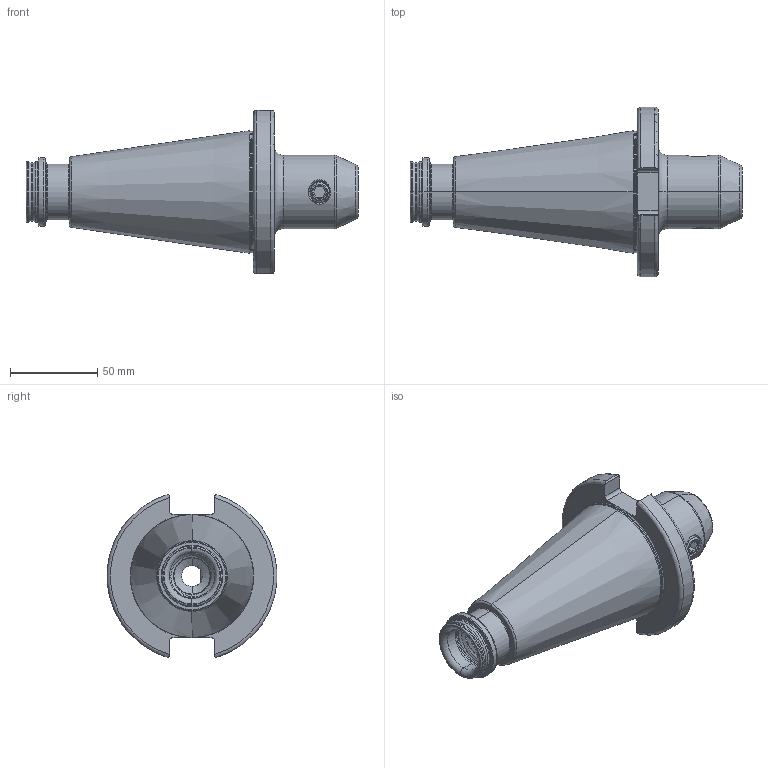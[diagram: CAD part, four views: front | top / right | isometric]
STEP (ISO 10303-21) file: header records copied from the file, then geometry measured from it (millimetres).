
FILE_DESCRIPTION (( 'STEP AP203' ), '1' );
FILE_NAME ('501.04.12.STEP', '2016-11-26T04:48:57', ( '' ), ( '' ), 'SwSTEP 2.0', 'SolidWorks 2012', '' );
FILE_SCHEMA (( 'CONFIG_CONTROL_DESIGN' ));
Length unit declared in the file: millimetre
Products named in the file (3): 501.04.12; 側固12_M12x1.75_16L
Assembly tree (2 placements, depth 2):
  501.04.12
    501.04.12
    側固12_M12x1.75_16L
Bounding box: 189.8 x 96.94 x 93.38 mm (x, y, z)
Volume: 364565.8 mm3; surface area: 56909.7 mm2
Topology: 2 solids, 2 shells, 198 faces, 504 edges, 315 vertices
Faces by surface type: cylinder 82, torus 38, cone 29, plane 27, bspline 20, sphere 2
Entity records: 18274 total; most frequent: CARTESIAN_POINT 13686, ORIENTED_EDGE 1004, DIRECTION 802, EDGE_CURVE 502, AXIS2_PLACEMENT_3D 328, VERTEX_POINT 315, EDGE_LOOP 209, FACE_OUTER_BOUND 198
